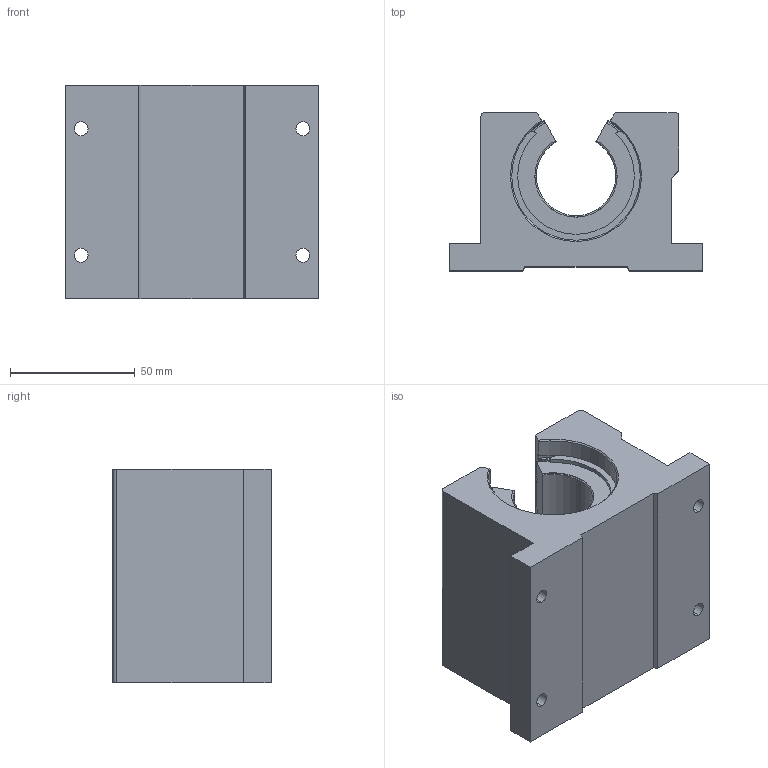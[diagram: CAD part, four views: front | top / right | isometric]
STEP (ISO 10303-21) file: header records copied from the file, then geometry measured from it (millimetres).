
FILE_DESCRIPTION (( 'STEP AP203' ), '1' );
FILE_NAME ('PN20C.step', '2023-06-07T12:35:43', ( '' ), ( '' ), 'SwSTEP 2.0', 'SolidWorks 2021', '' );
FILE_SCHEMA (( 'CONFIG_CONTROL_DESIGN' ));
Length unit declared in the file: inch
Products named in the file (1): PN20C
Bounding box: 101.6 x 63.5 x 85.72 mm (x, y, z)
Volume: 325872.6 mm3; surface area: 81268.7 mm2
Topology: 8 solids, 8 shells, 203 faces, 548 edges, 355 vertices
Faces by surface type: cylinder 94, plane 53, cone 39, bspline 17
Entity records: 7239 total; most frequent: CARTESIAN_POINT 2038, ORIENTED_EDGE 1096, DIRECTION 1086, EDGE_CURVE 548, AXIS2_PLACEMENT_3D 421, VERTEX_POINT 355, VECTOR 244, LINE 244
